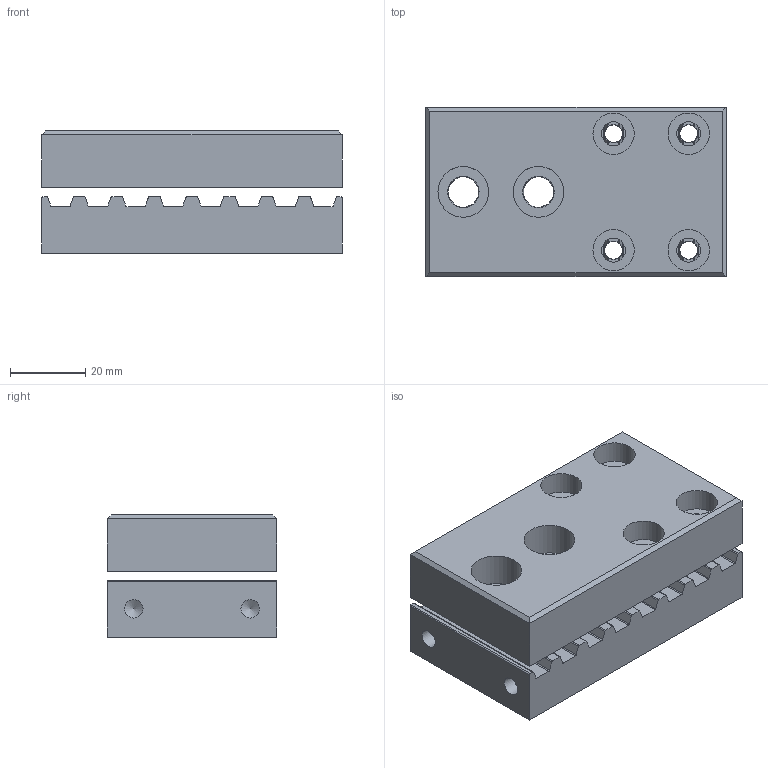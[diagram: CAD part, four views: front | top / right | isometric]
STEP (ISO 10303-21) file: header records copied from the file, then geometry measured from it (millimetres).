
FILE_DESCRIPTION((''),'2;1');
FILE_NAME('801901.ipt.stp','2010-09-05T11:33:24',(''),(''),'Autodesk Inventor 2010','Autodesk Inventor 2010','');
FILE_SCHEMA(('AUTOMOTIVE_DESIGN { 1 0 10303 214 1 1 1 1 }'));
Length unit declared in the file: millimetre
Products named in the file (1): 801901
Bounding box: 80 x 45 x 32.5 mm (x, y, z)
Volume: 90007.8 mm3; surface area: 27097.9 mm2
Topology: 2 solids, 2 shells, 149 faces, 434 edges, 288 vertices
Faces by surface type: plane 69, cylinder 52, bspline 28
Entity records: 5569 total; most frequent: CARTESIAN_POINT 1596, ORIENTED_EDGE 802, DIRECTION 752, EDGE_CURVE 401, VERTEX_POINT 277, AXIS2_PLACEMENT_3D 269, VECTOR 214, LINE 214
